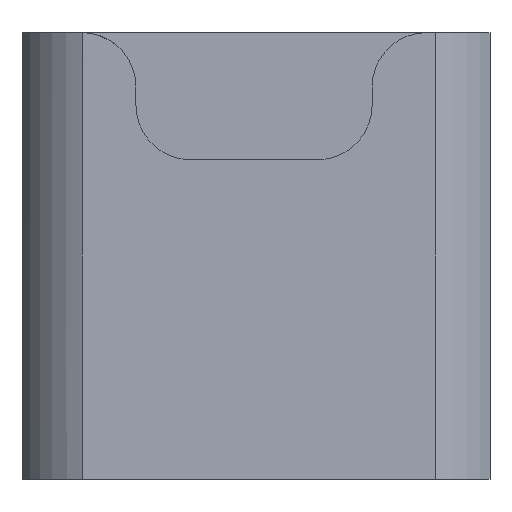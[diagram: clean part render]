
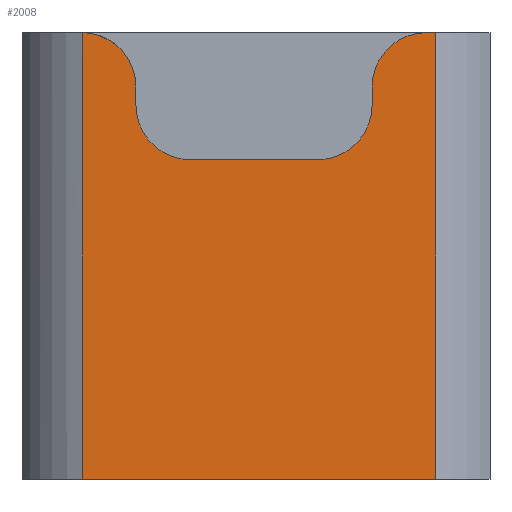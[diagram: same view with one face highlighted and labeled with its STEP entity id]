
A CAD part, left-side view. The second image highlights one B-rep face of the part: STEP entity #2008.
In plain terms, the highlighted planar face has unit normal (-1, 0, 0).
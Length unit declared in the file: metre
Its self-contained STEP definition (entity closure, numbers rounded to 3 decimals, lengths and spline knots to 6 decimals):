
#69=CIRCLE('',#2156,0.003);
#70=CIRCLE('',#2157,0.003);
#71=CIRCLE('',#2158,0.003);
#72=CIRCLE('',#2159,0.003);
#268=ORIENTED_EDGE('',*,*,#789,.F.);
#269=ORIENTED_EDGE('',*,*,#838,.T.);
#270=ORIENTED_EDGE('',*,*,#839,.T.);
#271=ORIENTED_EDGE('',*,*,#840,.T.);
#272=ORIENTED_EDGE('',*,*,#820,.T.);
#273=ORIENTED_EDGE('',*,*,#841,.T.);
#274=ORIENTED_EDGE('',*,*,#842,.F.);
#275=ORIENTED_EDGE('',*,*,#843,.T.);
#276=ORIENTED_EDGE('',*,*,#844,.F.);
#277=ORIENTED_EDGE('',*,*,#845,.T.);
#278=ORIENTED_EDGE('',*,*,#846,.F.);
#789=EDGE_CURVE('',#1081,#1082,#1260,.T.);
#820=EDGE_CURVE('',#1111,#1110,#1277,.T.);
#838=EDGE_CURVE('',#1081,#1124,#69,.F.);
#839=EDGE_CURVE('',#1124,#1125,#1295,.T.);
#840=EDGE_CURVE('',#1125,#1111,#70,.T.);
#841=EDGE_CURVE('',#1110,#1126,#71,.T.);
#842=EDGE_CURVE('',#1127,#1126,#1296,.T.);
#843=EDGE_CURVE('',#1127,#1128,#72,.F.);
#844=EDGE_CURVE('',#1129,#1128,#1297,.T.);
#845=EDGE_CURVE('',#1129,#1130,#1298,.T.);
#846=EDGE_CURVE('',#1082,#1130,#1299,.F.);
#1081=VERTEX_POINT('',#2869);
#1082=VERTEX_POINT('',#2871);
#1110=VERTEX_POINT('',#2936);
#1111=VERTEX_POINT('',#2938);
#1124=VERTEX_POINT('',#2974);
#1125=VERTEX_POINT('',#2976);
#1126=VERTEX_POINT('',#2979);
#1127=VERTEX_POINT('',#2981);
#1128=VERTEX_POINT('',#2983);
#1129=VERTEX_POINT('',#2985);
#1130=VERTEX_POINT('',#2987);
#1260=LINE('',#2870,#1469);
#1277=LINE('',#2937,#1486);
#1295=LINE('',#2975,#1504);
#1296=LINE('',#2980,#1505);
#1297=LINE('',#2984,#1506);
#1298=LINE('',#2986,#1507);
#1299=LINE('',#2988,#1508);
#1469=VECTOR('',#2307,1.);
#1486=VECTOR('',#2366,1.);
#1504=VECTOR('',#2396,1.);
#1505=VECTOR('',#2401,1.);
#1506=VECTOR('',#2404,1.);
#1507=VECTOR('',#2405,1.);
#1508=VECTOR('',#2406,1.);
#1673=EDGE_LOOP('',(#268,#269,#270,#271,#272,#273,#274,#275,#276,#277,#278));
#1815=FACE_BOUND('',#1673,.T.);
#1931=PLANE('',#2155);
#2008=ADVANCED_FACE('',(#1815),#1931,.F.);
#2155=AXIS2_PLACEMENT_3D('',#2972,#2392,#2393);
#2156=AXIS2_PLACEMENT_3D('',#2973,#2394,#2395);
#2157=AXIS2_PLACEMENT_3D('',#2977,#2397,#2398);
#2158=AXIS2_PLACEMENT_3D('',#2978,#2399,#2400);
#2159=AXIS2_PLACEMENT_3D('',#2982,#2402,#2403);
#2307=DIRECTION('',(0.,-1.,0.));
#2366=DIRECTION('',(0.,1.,0.));
#2392=DIRECTION('',(1.,0.,0.));
#2393=DIRECTION('',(0.,0.,-1.));
#2394=DIRECTION('',(1.,0.,0.));
#2395=DIRECTION('',(0.,0.,-1.));
#2396=DIRECTION('',(0.,0.,-1.));
#2397=DIRECTION('',(1.,0.,0.));
#2398=DIRECTION('',(0.,0.,-1.));
#2399=DIRECTION('',(1.,0.,0.));
#2400=DIRECTION('',(0.,0.,-1.));
#2401=DIRECTION('',(0.,0.,-1.));
#2402=DIRECTION('',(1.,0.,0.));
#2403=DIRECTION('',(0.,0.,-1.));
#2404=DIRECTION('',(0.,0.,1.));
#2405=DIRECTION('',(0.,-1.,0.));
#2406=DIRECTION('',(0.,0.,1.));
#2869=CARTESIAN_POINT('',(-0.008641,-0.009233,0.00485));
#2870=CARTESIAN_POINT('',(-0.008641,-0.008465,0.00485));
#2871=CARTESIAN_POINT('',(-0.008641,-0.009737,0.00485));
#2936=CARTESIAN_POINT('',(-0.008641,0.003775,-0.00215));
#2937=CARTESIAN_POINT('',(-0.008641,-0.000002,-0.00215));
#2938=CARTESIAN_POINT('',(-0.008641,-0.003233,-0.00215));
#2972=CARTESIAN_POINT('',(-0.008641,-0.01077,-0.030538));
#2973=CARTESIAN_POINT('',(-0.008641,-0.009233,0.00185));
#2974=CARTESIAN_POINT('',(-0.008641,-0.006233,0.00185));
#2975=CARTESIAN_POINT('',(-0.008641,-0.006233,0.004852));
#2976=CARTESIAN_POINT('',(-0.008641,-0.006233,0.00085));
#2977=CARTESIAN_POINT('',(-0.008641,-0.003233,0.00085));
#2978=CARTESIAN_POINT('',(-0.008641,0.003775,0.00085));
#2979=CARTESIAN_POINT('',(-0.008641,0.006775,0.00085));
#2980=CARTESIAN_POINT('',(-0.008641,0.006775,0.004852));
#2981=CARTESIAN_POINT('',(-0.008641,0.006775,0.00185));
#2982=CARTESIAN_POINT('',(-0.008641,0.009775,0.00185));
#2983=CARTESIAN_POINT('',(-0.008641,0.009741,0.00485));
#2984=CARTESIAN_POINT('',(-0.008641,0.009741,-0.264818));
#2985=CARTESIAN_POINT('',(-0.008641,0.009741,-0.01976));
#2986=CARTESIAN_POINT('',(-0.008641,-0.01077,-0.01976));
#2987=CARTESIAN_POINT('',(-0.008641,-0.009737,-0.01976));
#2988=CARTESIAN_POINT('',(-0.008641,-0.009737,-0.264818));
